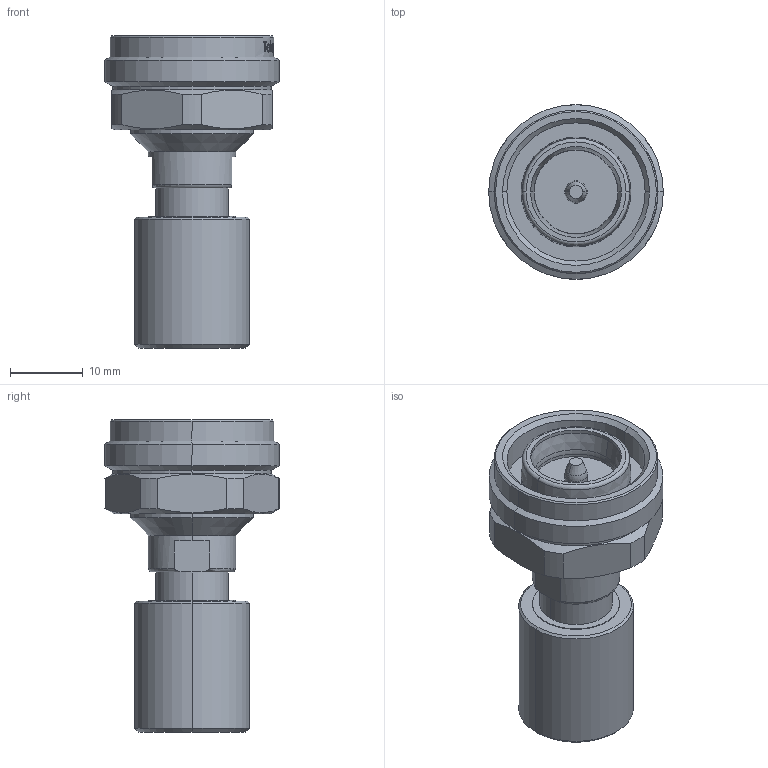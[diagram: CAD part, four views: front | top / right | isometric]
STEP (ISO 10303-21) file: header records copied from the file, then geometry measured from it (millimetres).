
FILE_DESCRIPTION (( 'STEP AP214' ), '1' );
FILE_NAME ('J01444A0012.STEP', '2019-11-21T14:48:37', ( '' ), ( '' ), 'SwSTEP 2.0', 'SolidWorks 2018', '' );
FILE_SCHEMA (( 'AUTOMOTIVE_DESIGN' ));
Length unit declared in the file: millimetre
Products named in the file (1): J01444A0012
Bounding box: 24 x 24 x 42.9 mm (x, y, z)
Volume: 9372.9 mm3; surface area: 3878.9 mm2
Topology: 1 solids, 1 shells, 245 faces, 621 edges, 402 vertices
Faces by surface type: bspline 83, plane 78, cylinder 52, cone 24, torus 8
Entity records: 16638 total; most frequent: CARTESIAN_POINT 8710, ORIENTED_EDGE 1242, DIRECTION 810, EDGE_CURVE 621, VERTEX_POINT 402, AXIS2_PLACEMENT_3D 317, B_SPLINE_CURVE_WITH_KNOTS 291, EDGE_LOOP 269
